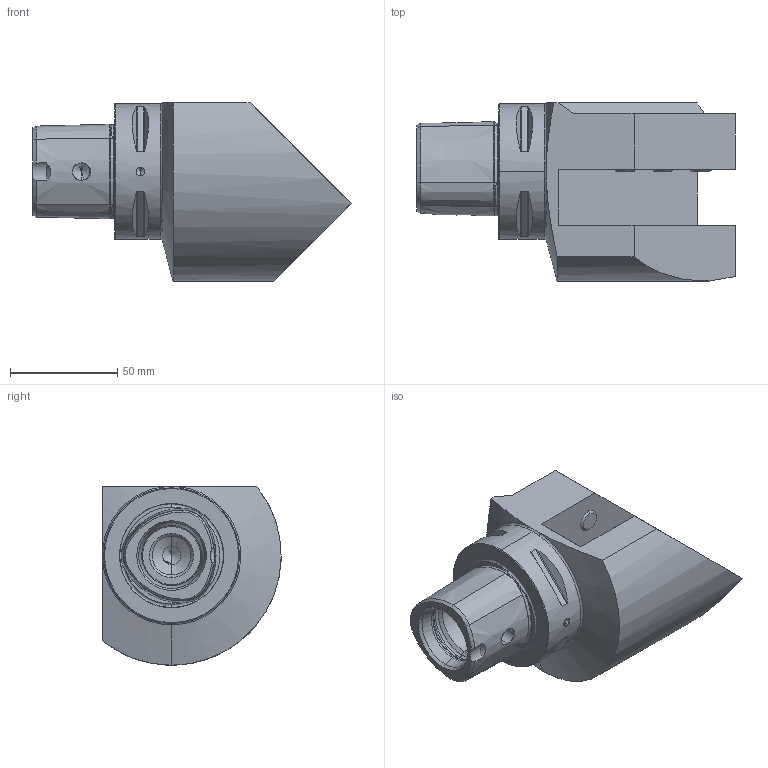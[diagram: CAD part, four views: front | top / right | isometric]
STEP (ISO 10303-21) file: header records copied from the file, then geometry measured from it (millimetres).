
FILE_DESCRIPTION (( 'STEP AP203' ), '1' );
FILE_NAME ('PS6-V25.R12.110.STEP', '2013-06-25T07:03:51', ( 'baer' ), ( 'Hewlett-Packard Company' ), 'SwSTEP 2.0', 'SolidWorks 2012', '' );
FILE_SCHEMA (( 'CONFIG_CONTROL_DESIGN' ));
Length unit declared in the file: millimetre
Products named in the file (7): PS6-V25.R12.110_A; KU1-U14.001.012_1; KU1-U14.001.012_2; KU1-U14.001.012; ISO 4026 - M12 x 25_PreviewCfg; KVT_MB_600_060; PS6-V25.R12.110
Assembly tree (8 placements, depth 3):
  PS6-V25.R12.110
    PS6-V25.R12.110_A
    KU1-U14.001.012
      KU1-U14.001.012_1
      KU1-U14.001.012_2
    ISO 4026 - M12 x 25_PreviewCfg  x3
    KVT_MB_600_060
Bounding box: 148 x 83 x 83 mm (x, y, z)
Volume: 437551.4 mm3; surface area: 57455.4 mm2
Topology: 8 solids, 8 shells, 254 faces, 606 edges, 362 vertices
Faces by surface type: cone 90, cylinder 64, plane 62, torus 30, sphere 6, bspline 2
Entity records: 7969 total; most frequent: CARTESIAN_POINT 2097, DIRECTION 1118, ORIENTED_EDGE 1034, EDGE_CURVE 517, AXIS2_PLACEMENT_3D 462, VERTEX_POINT 313, EDGE_LOOP 248, CIRCLE 228
